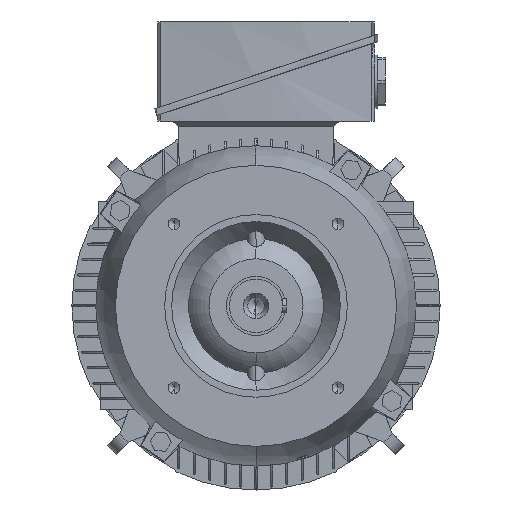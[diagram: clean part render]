
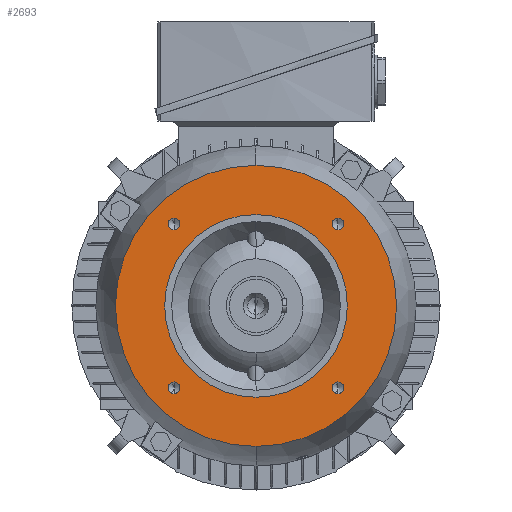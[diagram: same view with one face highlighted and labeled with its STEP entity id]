
A CAD part, left-side view. The second image highlights one B-rep face of the part: STEP entity #2693.
In plain terms, the highlighted planar face has unit normal (-1, 0, 0).
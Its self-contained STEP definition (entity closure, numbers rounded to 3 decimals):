
#2693=ADVANCED_FACE('',(#5420,#5421,#5422,#5423,#5424,#5425),#5426,.T.);
#5420=FACE_BOUND('',#8143,.T.);
#5421=FACE_BOUND('',#8144,.T.);
#5422=FACE_BOUND('',#8145,.T.);
#5423=FACE_BOUND('',#8146,.T.);
#5424=FACE_OUTER_BOUND('',#8147,.T.);
#5425=FACE_BOUND('',#8148,.T.);
#5426=PLANE('',#8149);
#8143=EDGE_LOOP('',(#16717,#16718));
#8144=EDGE_LOOP('',(#16719,#16720));
#8145=EDGE_LOOP('',(#16721,#16722));
#8146=EDGE_LOOP('',(#16723,#16724));
#8147=EDGE_LOOP('',(#16725,#16726));
#8148=EDGE_LOOP('',(#16727,#16728));
#8149=AXIS2_PLACEMENT_3D('',#16729,#16730,#16731);
#16717=ORIENTED_EDGE('',*,*,#20065,.T.);
#16718=ORIENTED_EDGE('',*,*,#16785,.T.);
#16719=ORIENTED_EDGE('',*,*,#20069,.T.);
#16720=ORIENTED_EDGE('',*,*,#16777,.T.);
#16721=ORIENTED_EDGE('',*,*,#20073,.T.);
#16722=ORIENTED_EDGE('',*,*,#16769,.T.);
#16723=ORIENTED_EDGE('',*,*,#20077,.T.);
#16724=ORIENTED_EDGE('',*,*,#16761,.T.);
#16725=ORIENTED_EDGE('',*,*,#20053,.F.);
#16726=ORIENTED_EDGE('',*,*,#16799,.F.);
#16727=ORIENTED_EDGE('',*,*,#16737,.T.);
#16728=ORIENTED_EDGE('',*,*,#20131,.T.);
#16729=CARTESIAN_POINT('',(-50.5,0.0,82.5));
#16730=DIRECTION('',(-1.0,0.0,0.));
#16731=DIRECTION('',(0.,0.0,-1.0));
#16737=EDGE_CURVE('',#20136,#20140,#20142,.T.);
#16761=EDGE_CURVE('',#20180,#20177,#20181,.T.);
#16769=EDGE_CURVE('',#20193,#20190,#20194,.T.);
#16777=EDGE_CURVE('',#20206,#20203,#20207,.T.);
#16785=EDGE_CURVE('',#20219,#20216,#20220,.T.);
#16799=EDGE_CURVE('',#20240,#20243,#20244,.T.);
#20053=EDGE_CURVE('',#20243,#20240,#25100,.T.);
#20065=EDGE_CURVE('',#20216,#20219,#25113,.T.);
#20069=EDGE_CURVE('',#20203,#20206,#25117,.T.);
#20073=EDGE_CURVE('',#20190,#20193,#25121,.T.);
#20077=EDGE_CURVE('',#20177,#20180,#25125,.T.);
#20131=EDGE_CURVE('',#20140,#20136,#25189,.T.);
#20136=VERTEX_POINT('',#25194);
#20140=VERTEX_POINT('',#25199);
#20142=CIRCLE('',#25202,65.0);
#20177=VERTEX_POINT('',#25377);
#20180=VERTEX_POINT('',#25381);
#20181=CIRCLE('',#25382,4.19);
#20190=VERTEX_POINT('',#25394);
#20193=VERTEX_POINT('',#25398);
#20194=CIRCLE('',#25399,4.19);
#20203=VERTEX_POINT('',#25411);
#20206=VERTEX_POINT('',#25415);
#20207=CIRCLE('',#25416,4.19);
#20216=VERTEX_POINT('',#25428);
#20219=VERTEX_POINT('',#25432);
#20220=CIRCLE('',#25433,4.19);
#20240=VERTEX_POINT('',#25469);
#20243=VERTEX_POINT('',#25472);
#20244=CIRCLE('',#25473,100.);
#25100=CIRCLE('',#38989,100.);
#25113=CIRCLE('',#39123,4.19);
#25117=CIRCLE('',#39127,4.19);
#25121=CIRCLE('',#39131,4.19);
#25125=CIRCLE('',#39135,4.19);
#25189=CIRCLE('',#39353,65.0);
#25194=CARTESIAN_POINT('',(-50.5,0.0,65.0));
#25199=CARTESIAN_POINT('',(-50.5,0.,-65.0));
#25202=AXIS2_PLACEMENT_3D('',#39361,#39362,#39363);
#25377=CARTESIAN_POINT('',(-50.5,-58.336,54.146));
#25381=CARTESIAN_POINT('',(-50.5,-58.336,62.526));
#25382=AXIS2_PLACEMENT_3D('',#39389,#39390,#39391);
#25394=CARTESIAN_POINT('',(-50.5,-58.336,-62.526));
#25398=CARTESIAN_POINT('',(-50.5,-58.336,-54.146));
#25399=AXIS2_PLACEMENT_3D('',#39399,#39400,#39401);
#25411=CARTESIAN_POINT('',(-50.5,58.336,-62.526));
#25415=CARTESIAN_POINT('',(-50.5,58.336,-54.146));
#25416=AXIS2_PLACEMENT_3D('',#39409,#39410,#39411);
#25428=CARTESIAN_POINT('',(-50.5,58.336,54.146));
#25432=CARTESIAN_POINT('',(-50.5,58.336,62.526));
#25433=AXIS2_PLACEMENT_3D('',#39419,#39420,#39421);
#25469=CARTESIAN_POINT('',(-50.5,0.,-100.));
#25472=CARTESIAN_POINT('',(-50.5,0.0,100.));
#25473=AXIS2_PLACEMENT_3D('',#39439,#39440,#39441);
#38989=AXIS2_PLACEMENT_3D('',#42497,#42498,#42499);
#39123=AXIS2_PLACEMENT_3D('',#42509,#42510,#42511);
#39127=AXIS2_PLACEMENT_3D('',#42515,#42516,#42517);
#39131=AXIS2_PLACEMENT_3D('',#42521,#42522,#42523);
#39135=AXIS2_PLACEMENT_3D('',#42527,#42528,#42529);
#39353=AXIS2_PLACEMENT_3D('',#42565,#42566,#42567);
#39361=CARTESIAN_POINT('',(-50.5,0.0,0.0));
#39362=DIRECTION('',(1.0,0.0,-0.0));
#39363=DIRECTION('',(0.0,0.0,1.0));
#39389=CARTESIAN_POINT('',(-50.5,-58.336,58.336));
#39390=DIRECTION('',(1.0,0.0,0.));
#39391=DIRECTION('',(0.,0.0,-1.0));
#39399=CARTESIAN_POINT('',(-50.5,-58.336,-58.336));
#39400=DIRECTION('',(1.0,0.0,0.));
#39401=DIRECTION('',(0.,0.0,-1.0));
#39409=CARTESIAN_POINT('',(-50.5,58.336,-58.336));
#39410=DIRECTION('',(1.0,0.0,0.));
#39411=DIRECTION('',(0.,0.0,-1.0));
#39419=CARTESIAN_POINT('',(-50.5,58.336,58.336));
#39420=DIRECTION('',(1.0,0.0,0.));
#39421=DIRECTION('',(0.,0.0,-1.0));
#39439=CARTESIAN_POINT('',(-50.5,0.0,0.0));
#39440=DIRECTION('',(1.0,0.0,-0.0));
#39441=DIRECTION('',(0.0,0.0,1.0));
#42497=CARTESIAN_POINT('',(-50.5,0.0,0.0));
#42498=DIRECTION('',(1.0,0.0,-0.0));
#42499=DIRECTION('',(0.0,0.0,1.0));
#42509=CARTESIAN_POINT('',(-50.5,58.336,58.336));
#42510=DIRECTION('',(1.0,0.0,0.));
#42511=DIRECTION('',(0.,0.0,-1.0));
#42515=CARTESIAN_POINT('',(-50.5,58.336,-58.336));
#42516=DIRECTION('',(1.0,0.0,0.));
#42517=DIRECTION('',(0.,0.0,-1.0));
#42521=CARTESIAN_POINT('',(-50.5,-58.336,-58.336));
#42522=DIRECTION('',(1.0,0.0,0.));
#42523=DIRECTION('',(0.,0.0,-1.0));
#42527=CARTESIAN_POINT('',(-50.5,-58.336,58.336));
#42528=DIRECTION('',(1.0,0.0,0.));
#42529=DIRECTION('',(0.,0.0,-1.0));
#42565=CARTESIAN_POINT('',(-50.5,0.0,0.0));
#42566=DIRECTION('',(1.0,0.0,-0.0));
#42567=DIRECTION('',(0.0,0.0,1.0));
